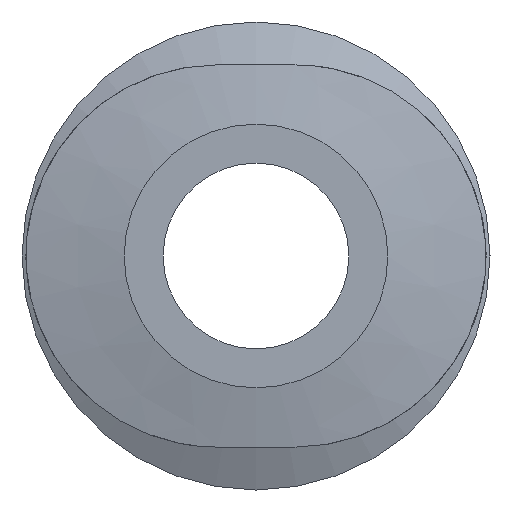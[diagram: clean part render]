
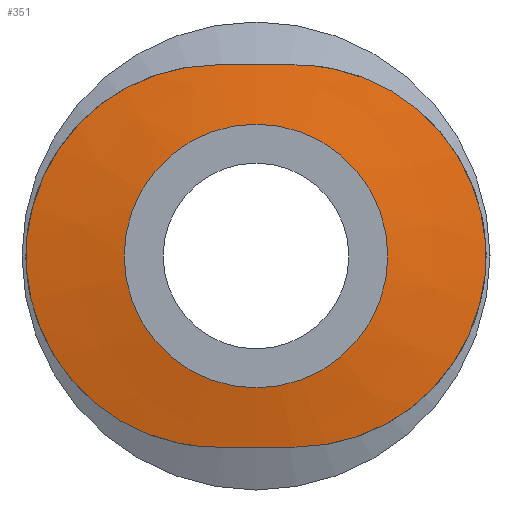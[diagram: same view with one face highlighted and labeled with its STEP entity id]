
A CAD part, left-side view. The second image highlights one B-rep face of the part: STEP entity #351.
In plain terms, the highlighted conical face has half-angle 78.773 degrees and reference radius 3.381 mm.
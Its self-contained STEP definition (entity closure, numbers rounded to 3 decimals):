
#67=B_SPLINE_CURVE_WITH_KNOTS('',3,(#593,#594,#595,#596,#597,#598,#599),
 .UNSPECIFIED.,.F.,.F.,(4,1,1,1,4),(0.,0.004,
0.008,0.011,0.015),.UNSPECIFIED.);
#68=B_SPLINE_CURVE_WITH_KNOTS('',3,(#602,#603,#604,#605),.UNSPECIFIED.,
 .F.,.F.,(4,4),(0.002,0.004),.UNSPECIFIED.);
#69=B_SPLINE_CURVE_WITH_KNOTS('',3,(#607,#608,#609,#610,#611,#612,#613),
 .UNSPECIFIED.,.F.,.F.,(4,1,1,1,4),(0.,0.004,
0.008,0.011,0.015),.UNSPECIFIED.);
#70=B_SPLINE_CURVE_WITH_KNOTS('',3,(#615,#616,#617,#618),.UNSPECIFIED.,
 .F.,.F.,(4,4),(0.002,0.004),.UNSPECIFIED.);
#83=ORIENTED_EDGE('',*,*,#165,.T.);
#84=ORIENTED_EDGE('',*,*,#166,.T.);
#85=ORIENTED_EDGE('',*,*,#167,.T.);
#86=ORIENTED_EDGE('',*,*,#168,.T.);
#87=ORIENTED_EDGE('',*,*,#163,.T.);
#163=EDGE_CURVE('',#204,#204,#231,.T.);
#165=EDGE_CURVE('',#206,#207,#67,.T.);
#166=EDGE_CURVE('',#207,#208,#68,.T.);
#167=EDGE_CURVE('',#208,#209,#69,.T.);
#168=EDGE_CURVE('',#209,#206,#70,.T.);
#204=VERTEX_POINT('',#589);
#206=VERTEX_POINT('',#600);
#207=VERTEX_POINT('',#601);
#208=VERTEX_POINT('',#606);
#209=VERTEX_POINT('',#614);
#231=CIRCLE('',#395,3.381);
#254=EDGE_LOOP('',(#83,#84,#85,#86));
#255=EDGE_LOOP('',(#87));
#300=FACE_BOUND('',#254,.T.);
#301=FACE_BOUND('',#255,.T.);
#341=CONICAL_SURFACE('',#397,3.381,1.375);
#351=ADVANCED_FACE('',(#300,#301),#341,.T.);
#395=AXIS2_PLACEMENT_3D('',#588,#454,#455);
#397=AXIS2_PLACEMENT_3D('',#592,#458,#459);
#454=DIRECTION('',(1.,0.,0.));
#455=DIRECTION('',(0.,0.,-1.));
#458=DIRECTION('',(1.,0.,0.));
#459=DIRECTION('',(0.,0.,-1.));
#588=CARTESIAN_POINT('',(-26.9,0.,0.));
#589=CARTESIAN_POINT('',(-26.9,0.,-3.381));
#592=CARTESIAN_POINT('',(-26.9,0.,0.));
#593=CARTESIAN_POINT('',(-26.578,1.,4.9));
#594=CARTESIAN_POINT('',(-26.527,2.294,4.9));
#595=CARTESIAN_POINT('',(-26.435,4.832,3.839));
#596=CARTESIAN_POINT('',(-26.382,6.433,0.005));
#597=CARTESIAN_POINT('',(-26.435,4.836,-3.838));
#598=CARTESIAN_POINT('',(-26.527,2.294,-4.9));
#599=CARTESIAN_POINT('',(-26.578,1.,-4.9));
#600=CARTESIAN_POINT('',(-26.578,1.,4.9));
#601=CARTESIAN_POINT('',(-26.578,1.,-4.9));
#602=CARTESIAN_POINT('',(-26.578,1.,-4.9));
#603=CARTESIAN_POINT('',(-26.605,0.333,-4.9));
#604=CARTESIAN_POINT('',(-26.605,-0.333,-4.9));
#605=CARTESIAN_POINT('',(-26.578,-1.,-4.9));
#606=CARTESIAN_POINT('',(-26.578,-1.,-4.9));
#607=CARTESIAN_POINT('',(-26.578,-1.,-4.9));
#608=CARTESIAN_POINT('',(-26.527,-2.294,-4.9));
#609=CARTESIAN_POINT('',(-26.435,-4.832,-3.839));
#610=CARTESIAN_POINT('',(-26.382,-6.433,-0.005));
#611=CARTESIAN_POINT('',(-26.435,-4.836,3.838));
#612=CARTESIAN_POINT('',(-26.527,-2.294,4.9));
#613=CARTESIAN_POINT('',(-26.578,-1.,4.9));
#614=CARTESIAN_POINT('',(-26.578,-1.,4.9));
#615=CARTESIAN_POINT('',(-26.578,-1.,4.9));
#616=CARTESIAN_POINT('',(-26.605,-0.333,4.9));
#617=CARTESIAN_POINT('',(-26.605,0.333,4.9));
#618=CARTESIAN_POINT('',(-26.578,1.,4.9));
